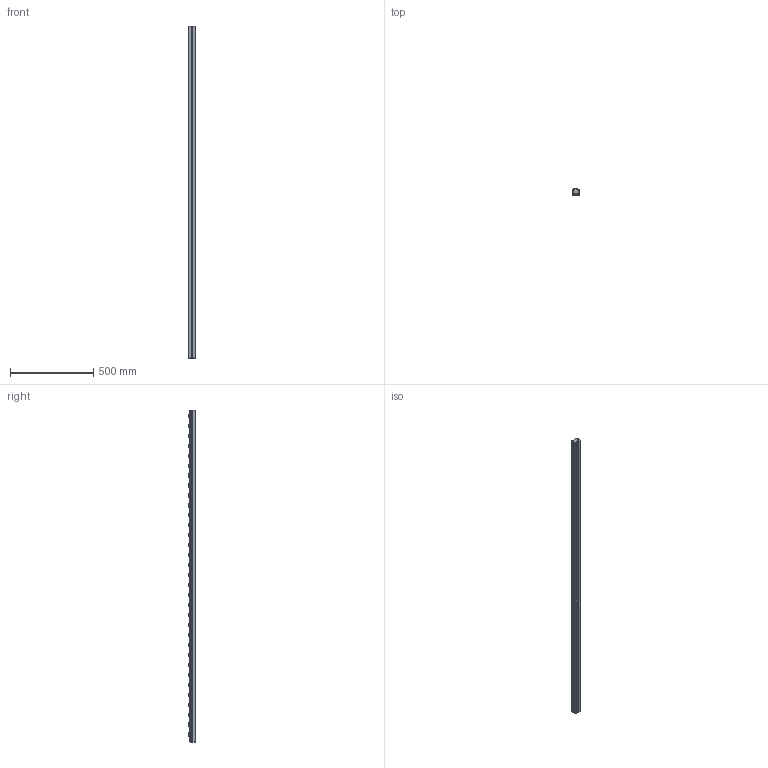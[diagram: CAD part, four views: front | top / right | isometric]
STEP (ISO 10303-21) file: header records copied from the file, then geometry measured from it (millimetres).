
FILE_DESCRIPTION(/* description */ (''),/* implementation_level */ '2;1');
FILE_NAME(/* name */ 'FRF60BK.2000.stp',/* time_stamp */ '2022-06-23T10:45:49+02:00',/* author */ ('stefan.nesic'),/* organization */ (''),/* preprocessor_version */ 'ST-DEVELOPER v18.1',/* originating_system */ 'Autodesk Inventor 2021',/* authorisation */ '');
FILE_SCHEMA (('AUTOMOTIVE_DESIGN { 1 0 10303 214 3 1 1 }'));
Products named in the file (1): FRF45BK.2000
Bounding box: 41 x 43.6 x 2000 mm (x, y, z)
Volume: 1004855.4 mm3; surface area: 855447.1 mm2
Topology: 91 solids, 91 shells, 2990 faces, 7911 edges, 5221 vertices
Faces by surface type: plane 1420, cylinder 1286, cone 198, torus 70, bspline 16
Full cylindrical faces by diameter (mm): 3.5 x66, 7 x66, 28 x33, 38 x33
Entity records: 93619 total; most frequent: DIRECTION 16940, CARTESIAN_POINT 16411, ORIENTED_EDGE 15798, EDGE_CURVE 7899, AXIS2_PLACEMENT_3D 6066, VERTEX_POINT 5221, LINE 4808, VECTOR 4808
